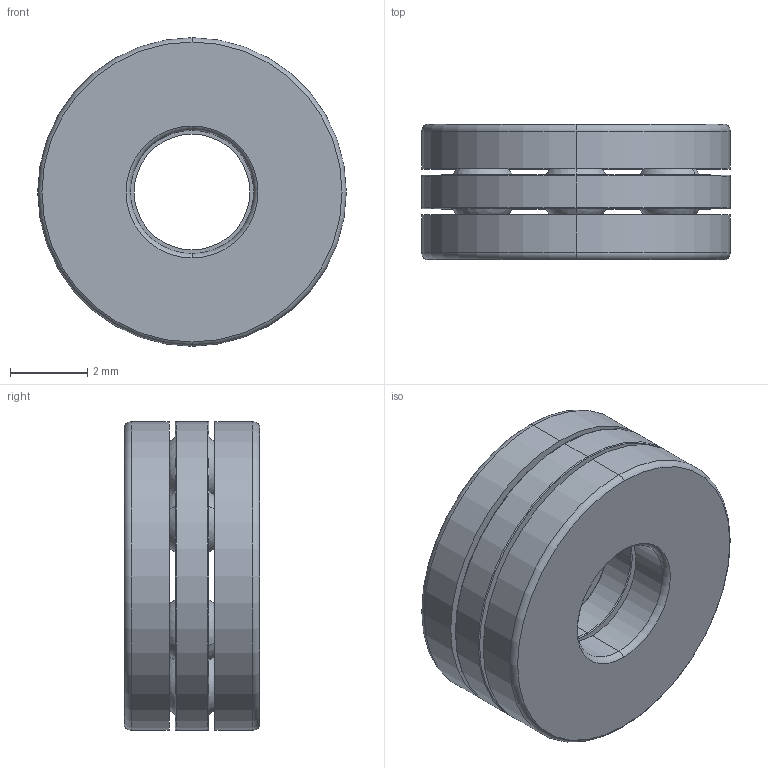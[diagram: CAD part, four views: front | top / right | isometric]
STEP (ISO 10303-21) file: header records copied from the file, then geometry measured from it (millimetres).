
FILE_DESCRIPTION (( 'STEP AP203' ), '1' );
FILE_NAME ('7806K53_Thrust Ball Bearing.STEP', '2023-09-06T18:34:50', ( 'Administrator' ), ( 'Managed by Terraform' ), 'SwSTEP 2.0', 'SolidWorks 2017', '' );
FILE_SCHEMA (( 'CONFIG_CONTROL_DESIGN' ));
Length unit declared in the file: millimetre
Products named in the file (1): 7806K53_Thrust Ball Bearing
Bounding box: 8 x 3.5 x 8 mm (x, y, z)
Volume: 129.8 mm3; surface area: 433.2 mm2
Topology: 9 solids, 9 shells, 64 faces, 188 edges, 120 vertices
Faces by surface type: sphere 24, torus 20, cylinder 12, plane 8
Entity records: 1833 total; most frequent: DIRECTION 374, CARTESIAN_POINT 277, ORIENTED_EDGE 256, AXIS2_PLACEMENT_3D 181, EDGE_CURVE 128, CIRCLE 116, VERTEX_POINT 84, EDGE_LOOP 84
